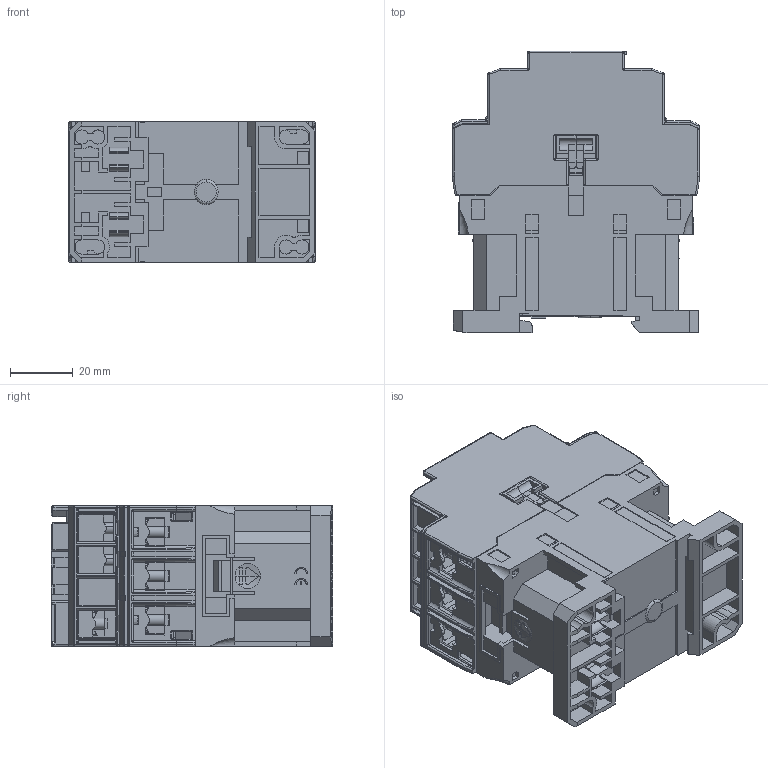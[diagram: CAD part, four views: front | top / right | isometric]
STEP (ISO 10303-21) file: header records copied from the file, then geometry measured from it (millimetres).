
FILE_DESCRIPTION (( 'STEP AP214' ), '1' );
FILE_NAME ('CWBN0-11-30D15.STEP', '2025-05-12T14:58:55', ( '' ), ( '' ), 'SwSTEP 2.0', 'SolidWorks 2024', '' );
FILE_SCHEMA (( 'AUTOMOTIVE_DESIGN' ));
Length unit declared in the file: inch
Products named in the file (1): CWBN0-11-30D15
Bounding box: 78.42 x 89.45 x 44.8 mm (x, y, z)
Volume: 219048 mm3; surface area: 75540.4 mm2
Topology: 44 solids, 51 shells, 3238 faces, 8990 edges, 5812 vertices
Faces by surface type: plane 2285, cylinder 627, cone 146, torus 98, bspline 58, sphere 24
Entity records: 105230 total; most frequent: CARTESIAN_POINT 24173, ORIENTED_EDGE 17860, DIRECTION 15236, EDGE_CURVE 8930, LINE 6558, VECTOR 6558, VERTEX_POINT 5812, AXIS2_PLACEMENT_3D 4339
